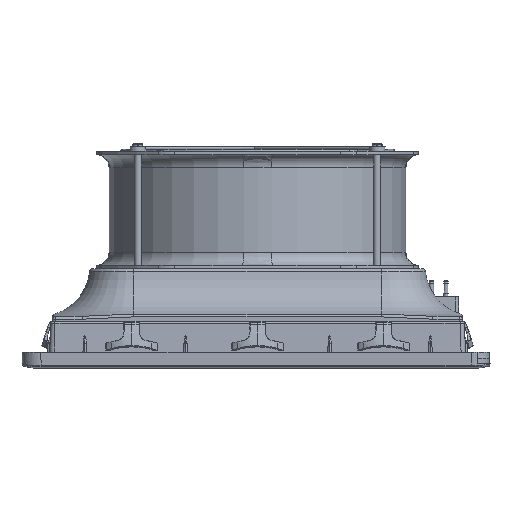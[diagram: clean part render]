
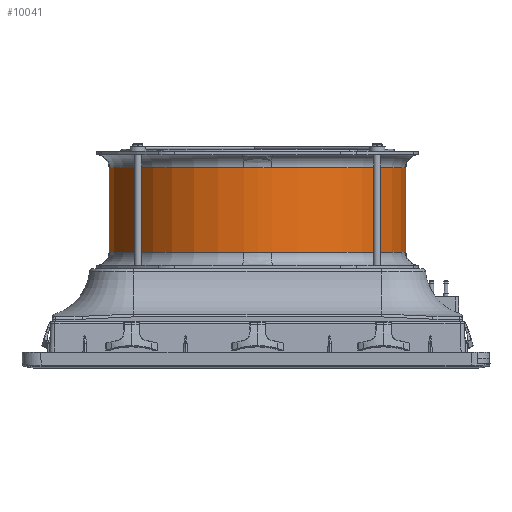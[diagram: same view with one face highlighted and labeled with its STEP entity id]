
A CAD part, left-side view. The second image highlights one B-rep face of the part: STEP entity #10041.
In plain terms, the highlighted cylindrical face has radius 103 mm (diameter 206 mm), a full revolution.
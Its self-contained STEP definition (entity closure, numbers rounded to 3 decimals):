
#1761=FACE_BOUND('',#19685,.T.);
#1762=FACE_BOUND('',#19686,.T.);
#2285=(
BOUNDED_CURVE()
B_SPLINE_CURVE(3,(#122818,#122819,#122820,#122821,#122822,#122823),
 .UNSPECIFIED.,.F.,.F.)
B_SPLINE_CURVE_WITH_KNOTS((4,2,4),(0.,0.5,1.),.UNSPECIFIED.)
CURVE()
GEOMETRIC_REPRESENTATION_ITEM()
RATIONAL_B_SPLINE_CURVE((1.,1.,1.,1.,1.,1.))
REPRESENTATION_ITEM('')
);
#2286=(
BOUNDED_CURVE()
B_SPLINE_CURVE(3,(#122828,#122829,#122830,#122831,#122832,#122833),
 .UNSPECIFIED.,.F.,.F.)
B_SPLINE_CURVE_WITH_KNOTS((4,2,4),(0.,0.5,1.),.UNSPECIFIED.)
CURVE()
GEOMETRIC_REPRESENTATION_ITEM()
RATIONAL_B_SPLINE_CURVE((1.,1.,1.,1.,1.,1.))
REPRESENTATION_ITEM('')
);
#2287=(
BOUNDED_CURVE()
B_SPLINE_CURVE(3,(#122837,#122838,#122839,#122840,#122841,#122842),
 .UNSPECIFIED.,.F.,.F.)
B_SPLINE_CURVE_WITH_KNOTS((4,2,4),(0.,0.5,1.),.UNSPECIFIED.)
CURVE()
GEOMETRIC_REPRESENTATION_ITEM()
RATIONAL_B_SPLINE_CURVE((1.,1.,1.,1.,1.,1.))
REPRESENTATION_ITEM('')
);
#2288=(
BOUNDED_CURVE()
B_SPLINE_CURVE(3,(#122846,#122847,#122848,#122849,#122850,#122851),
 .UNSPECIFIED.,.F.,.F.)
B_SPLINE_CURVE_WITH_KNOTS((4,2,4),(0.,0.5,1.),.UNSPECIFIED.)
CURVE()
GEOMETRIC_REPRESENTATION_ITEM()
RATIONAL_B_SPLINE_CURVE((1.,1.,1.,1.,1.,1.))
REPRESENTATION_ITEM('')
);
#4067=CIRCLE('',#74013,103.);
#4068=CIRCLE('',#74014,103.);
#4069=CIRCLE('',#74015,103.);
#4070=CIRCLE('',#74016,103.);
#4071=CIRCLE('',#74017,103.);
#4072=CIRCLE('',#74018,103.);
#4073=CIRCLE('',#74019,103.);
#4074=CIRCLE('',#74020,103.);
#6165=B_SPLINE_CURVE_WITH_KNOTS('',3,(#122790,#122791,#122792,#122793),
 .UNSPECIFIED.,.F.,.F.,(4,4),(0.,1.),.UNSPECIFIED.);
#6166=B_SPLINE_CURVE_WITH_KNOTS('',3,(#122798,#122799,#122800,#122801),
 .UNSPECIFIED.,.F.,.F.,(4,4),(0.,1.),.UNSPECIFIED.);
#6167=B_SPLINE_CURVE_WITH_KNOTS('',3,(#122805,#122806,#122807,#122808),
 .UNSPECIFIED.,.F.,.F.,(4,4),(0.,1.),.UNSPECIFIED.);
#6168=B_SPLINE_CURVE_WITH_KNOTS('',3,(#122812,#122813,#122814,#122815),
 .UNSPECIFIED.,.F.,.F.,(4,4),(0.,1.),.UNSPECIFIED.);
#7018=CYLINDRICAL_SURFACE('',#74021,103.);
#10041=ADVANCED_FACE('',(#1761,#1762),#7018,.T.);
#19685=EDGE_LOOP('',(#34509,#34510,#34511,#34512,#34513,#34514,#34515,#34516));
#19686=EDGE_LOOP('',(#34517,#34518,#34519,#34520,#34521,#34522,#34523,#34524));
#34509=ORIENTED_EDGE('',*,*,#54983,.T.);
#34510=ORIENTED_EDGE('',*,*,#54984,.T.);
#34511=ORIENTED_EDGE('',*,*,#54985,.T.);
#34512=ORIENTED_EDGE('',*,*,#54986,.T.);
#34513=ORIENTED_EDGE('',*,*,#54987,.T.);
#34514=ORIENTED_EDGE('',*,*,#54988,.T.);
#34515=ORIENTED_EDGE('',*,*,#54989,.T.);
#34516=ORIENTED_EDGE('',*,*,#54990,.T.);
#34517=ORIENTED_EDGE('',*,*,#54991,.F.);
#34518=ORIENTED_EDGE('',*,*,#54992,.F.);
#34519=ORIENTED_EDGE('',*,*,#54993,.F.);
#34520=ORIENTED_EDGE('',*,*,#54994,.F.);
#34521=ORIENTED_EDGE('',*,*,#54995,.F.);
#34522=ORIENTED_EDGE('',*,*,#54996,.F.);
#34523=ORIENTED_EDGE('',*,*,#54997,.F.);
#34524=ORIENTED_EDGE('',*,*,#54998,.F.);
#46063=VERTEX_POINT('',#122794);
#46064=VERTEX_POINT('',#122795);
#46065=VERTEX_POINT('',#122797);
#46066=VERTEX_POINT('',#122802);
#46067=VERTEX_POINT('',#122804);
#46068=VERTEX_POINT('',#122809);
#46069=VERTEX_POINT('',#122811);
#46070=VERTEX_POINT('',#122816);
#46071=VERTEX_POINT('',#122824);
#46072=VERTEX_POINT('',#122825);
#46073=VERTEX_POINT('',#122827);
#46074=VERTEX_POINT('',#122834);
#46075=VERTEX_POINT('',#122836);
#46076=VERTEX_POINT('',#122843);
#46077=VERTEX_POINT('',#122845);
#46078=VERTEX_POINT('',#122852);
#54983=EDGE_CURVE('',#46063,#46064,#6165,.T.);
#54984=EDGE_CURVE('',#46064,#46065,#4067,.T.);
#54985=EDGE_CURVE('',#46065,#46066,#6166,.T.);
#54986=EDGE_CURVE('',#46066,#46067,#4068,.T.);
#54987=EDGE_CURVE('',#46067,#46068,#6167,.T.);
#54988=EDGE_CURVE('',#46068,#46069,#4069,.T.);
#54989=EDGE_CURVE('',#46069,#46070,#6168,.T.);
#54990=EDGE_CURVE('',#46070,#46063,#4070,.T.);
#54991=EDGE_CURVE('',#46071,#46072,#2285,.T.);
#54992=EDGE_CURVE('',#46073,#46071,#4071,.T.);
#54993=EDGE_CURVE('',#46074,#46073,#2286,.T.);
#54994=EDGE_CURVE('',#46075,#46074,#4072,.T.);
#54995=EDGE_CURVE('',#46076,#46075,#2287,.T.);
#54996=EDGE_CURVE('',#46077,#46076,#4073,.T.);
#54997=EDGE_CURVE('',#46078,#46077,#2288,.T.);
#54998=EDGE_CURVE('',#46072,#46078,#4074,.T.);
#74013=AXIS2_PLACEMENT_3D('',#122796,#86980,#86981);
#74014=AXIS2_PLACEMENT_3D('',#122803,#86982,#86983);
#74015=AXIS2_PLACEMENT_3D('',#122810,#86984,#86985);
#74016=AXIS2_PLACEMENT_3D('',#122817,#86986,#86987);
#74017=AXIS2_PLACEMENT_3D('',#122826,#86988,#86989);
#74018=AXIS2_PLACEMENT_3D('',#122835,#86990,#86991);
#74019=AXIS2_PLACEMENT_3D('',#122844,#86992,#86993);
#74020=AXIS2_PLACEMENT_3D('',#122853,#86994,#86995);
#74021=AXIS2_PLACEMENT_3D('',#122854,#86996,#86997);
#86980=DIRECTION('',(0.,0.,1.));
#86981=DIRECTION('',(1.,0.,0.));
#86982=DIRECTION('',(0.,0.,1.));
#86983=DIRECTION('',(1.,0.,0.));
#86984=DIRECTION('',(0.,0.,1.));
#86985=DIRECTION('',(1.,0.,0.));
#86986=DIRECTION('',(0.,0.,1.));
#86987=DIRECTION('',(1.,0.,0.));
#86988=DIRECTION('',(0.,0.,1.));
#86989=DIRECTION('',(1.,0.,0.));
#86990=DIRECTION('',(0.,0.,1.));
#86991=DIRECTION('',(1.,0.,0.));
#86992=DIRECTION('',(0.,0.,1.));
#86993=DIRECTION('',(1.,0.,0.));
#86994=DIRECTION('',(0.,0.,1.));
#86995=DIRECTION('',(1.,0.,0.));
#86996=DIRECTION('',(0.,0.,1.));
#86997=DIRECTION('',(-1.,0.,0.));
#122790=CARTESIAN_POINT('',(-1.892,905.93,73.669));
#122791=CARTESIAN_POINT('',(-1.28,912.391,73.669));
#122792=CARTESIAN_POINT('',(-1.28,918.911,73.669));
#122793=CARTESIAN_POINT('',(-1.892,925.373,73.669));
#122794=CARTESIAN_POINT('',(-1.892,905.93,73.669));
#122795=CARTESIAN_POINT('',(-1.892,925.373,73.669));
#122796=CARTESIAN_POINT('',(-104.432,915.651,73.669));
#122797=CARTESIAN_POINT('',(-94.711,1018.192,73.669));
#122798=CARTESIAN_POINT('',(-94.711,1018.192,73.669));
#122799=CARTESIAN_POINT('',(-101.173,1018.804,73.669));
#122800=CARTESIAN_POINT('',(-107.692,1018.804,73.669));
#122801=CARTESIAN_POINT('',(-114.154,1018.192,73.669));
#122802=CARTESIAN_POINT('',(-114.154,1018.192,73.669));
#122803=CARTESIAN_POINT('',(-104.432,915.651,73.669));
#122804=CARTESIAN_POINT('',(-206.973,925.373,73.669));
#122805=CARTESIAN_POINT('',(-206.973,925.373,73.669));
#122806=CARTESIAN_POINT('',(-207.585,918.911,73.669));
#122807=CARTESIAN_POINT('',(-207.585,912.391,73.669));
#122808=CARTESIAN_POINT('',(-206.973,905.93,73.669));
#122809=CARTESIAN_POINT('',(-206.973,905.93,73.669));
#122810=CARTESIAN_POINT('',(-104.432,915.651,73.669));
#122811=CARTESIAN_POINT('',(-114.154,813.111,73.669));
#122812=CARTESIAN_POINT('',(-114.154,813.111,73.669));
#122813=CARTESIAN_POINT('',(-107.692,812.499,73.669));
#122814=CARTESIAN_POINT('',(-101.173,812.499,73.669));
#122815=CARTESIAN_POINT('',(-94.711,813.111,73.669));
#122816=CARTESIAN_POINT('',(-94.711,813.111,73.669));
#122817=CARTESIAN_POINT('',(-104.432,915.651,73.669));
#122818=CARTESIAN_POINT('',(-1.892,905.93,132.569));
#122819=CARTESIAN_POINT('',(-1.584,909.186,132.569));
#122820=CARTESIAN_POINT('',(-1.432,912.434,132.583));
#122821=CARTESIAN_POINT('',(-1.433,918.915,132.583));
#122822=CARTESIAN_POINT('',(-1.586,922.148,132.569));
#122823=CARTESIAN_POINT('',(-1.892,925.373,132.569));
#122824=CARTESIAN_POINT('',(-1.892,905.93,132.569));
#122825=CARTESIAN_POINT('',(-1.892,925.373,132.569));
#122826=CARTESIAN_POINT('',(-104.432,915.651,132.569));
#122827=CARTESIAN_POINT('',(-94.711,813.111,132.569));
#122828=CARTESIAN_POINT('',(-114.154,813.111,132.569));
#122829=CARTESIAN_POINT('',(-110.898,812.803,132.569));
#122830=CARTESIAN_POINT('',(-107.65,812.651,132.583));
#122831=CARTESIAN_POINT('',(-101.169,812.652,132.583));
#122832=CARTESIAN_POINT('',(-97.936,812.805,132.569));
#122833=CARTESIAN_POINT('',(-94.711,813.111,132.569));
#122834=CARTESIAN_POINT('',(-114.154,813.111,132.569));
#122835=CARTESIAN_POINT('',(-104.432,915.651,132.569));
#122836=CARTESIAN_POINT('',(-206.973,905.93,132.569));
#122837=CARTESIAN_POINT('',(-206.973,925.373,132.569));
#122838=CARTESIAN_POINT('',(-207.281,922.117,132.569));
#122839=CARTESIAN_POINT('',(-207.433,918.869,132.583));
#122840=CARTESIAN_POINT('',(-207.432,912.388,132.583));
#122841=CARTESIAN_POINT('',(-207.278,909.155,132.569));
#122842=CARTESIAN_POINT('',(-206.973,905.93,132.569));
#122843=CARTESIAN_POINT('',(-206.973,925.373,132.569));
#122844=CARTESIAN_POINT('',(-104.432,915.651,132.569));
#122845=CARTESIAN_POINT('',(-114.154,1018.192,132.569));
#122846=CARTESIAN_POINT('',(-94.711,1018.192,132.569));
#122847=CARTESIAN_POINT('',(-97.967,1018.5,132.569));
#122848=CARTESIAN_POINT('',(-101.215,1018.652,132.583));
#122849=CARTESIAN_POINT('',(-107.696,1018.651,132.583));
#122850=CARTESIAN_POINT('',(-110.929,1018.497,132.569));
#122851=CARTESIAN_POINT('',(-114.154,1018.192,132.569));
#122852=CARTESIAN_POINT('',(-94.711,1018.192,132.569));
#122853=CARTESIAN_POINT('',(-104.432,915.651,132.569));
#122854=CARTESIAN_POINT('',(-104.432,915.651,10.519));
